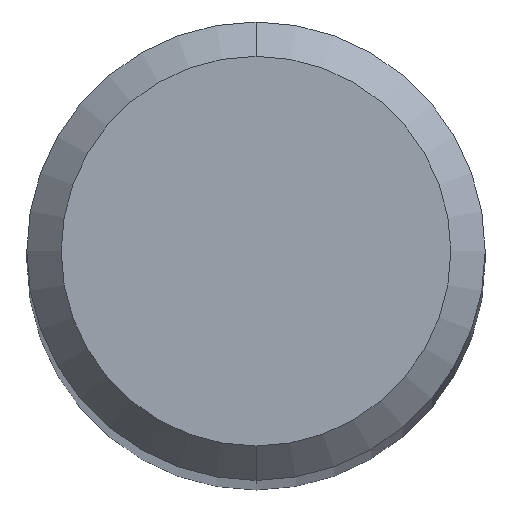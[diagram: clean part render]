
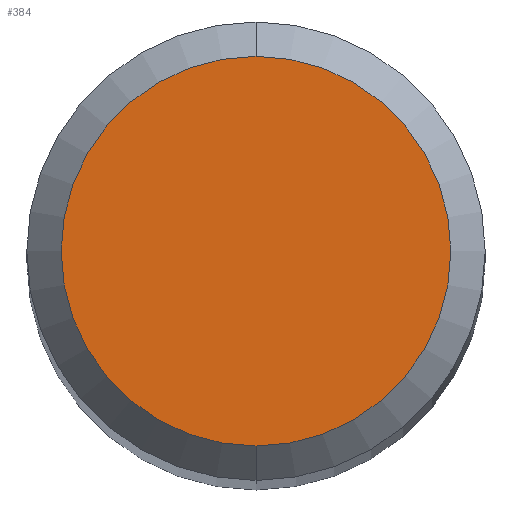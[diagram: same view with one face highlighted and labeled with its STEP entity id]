
A CAD part, top view. The second image highlights one B-rep face of the part: STEP entity #384.
In plain terms, the highlighted planar face has unit normal (0, 0, 1).
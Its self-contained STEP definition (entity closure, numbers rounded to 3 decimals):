
#262=EDGE_CURVE('',#378,#408,#558,.T.);
#350=EDGE_CURVE('',#408,#378,#655,.T.);
#378=VERTEX_POINT('',#684);
#384=ADVANCED_FACE('',(#690),#691,.T.);
#408=VERTEX_POINT('',#719);
#558=CIRCLE('',#1050,1.7);
#655=CIRCLE('',#1205,1.7);
#684=CARTESIAN_POINT('',(0.,-1.7,0.));
#690=FACE_OUTER_BOUND('',#1249,.T.);
#691=PLANE('',#1250);
#719=CARTESIAN_POINT('',(0.0,1.7,0.));
#1050=AXIS2_PLACEMENT_3D('',#1484,#1485,#1486);
#1205=AXIS2_PLACEMENT_3D('',#1591,#1592,#1593);
#1249=EDGE_LOOP('',(#1619,#1620));
#1250=AXIS2_PLACEMENT_3D('',#1621,#1622,#1623);
#1484=CARTESIAN_POINT('',(0.0,0.0,0.));
#1485=DIRECTION('',(0.0,0.0,-1.0));
#1486=DIRECTION('',(0.0,1.0,0.0));
#1591=CARTESIAN_POINT('',(0.0,0.0,0.));
#1592=DIRECTION('',(0.0,0.0,-1.0));
#1593=DIRECTION('',(0.0,1.0,0.0));
#1619=ORIENTED_EDGE('',*,*,#350,.F.);
#1620=ORIENTED_EDGE('',*,*,#262,.F.);
#1621=CARTESIAN_POINT('',(0.0,0.85,0.));
#1622=DIRECTION('',(-0.0,0.0,1.0));
#1623=DIRECTION('',(0.0,-1.0,0.0));
